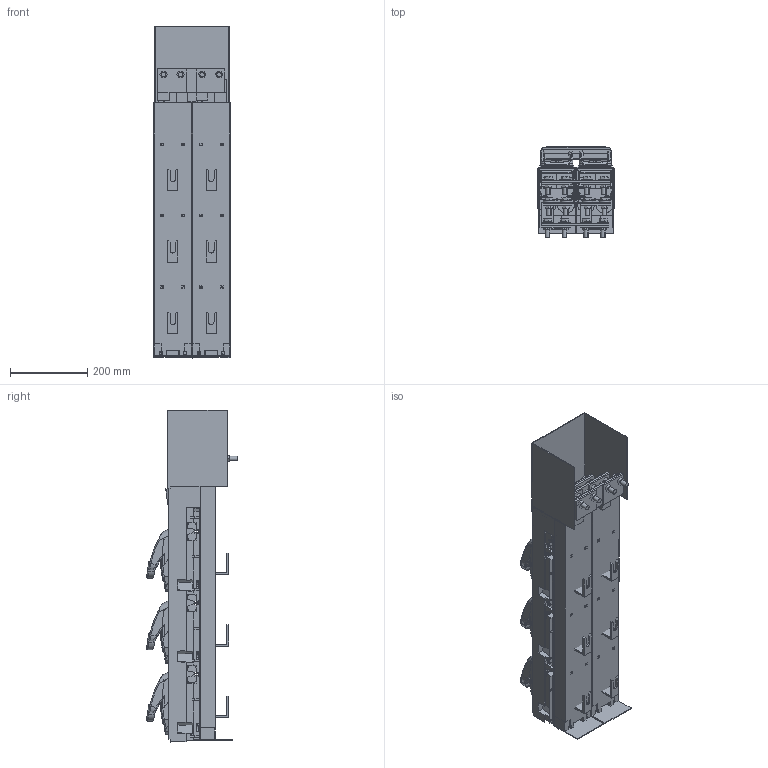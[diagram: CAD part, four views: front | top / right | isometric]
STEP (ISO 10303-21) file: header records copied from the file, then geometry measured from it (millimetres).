
FILE_DESCRIPTION((''),'2;1');
FILE_NAME('1SEP622012R0001_ASM','2023-03-01T15:47:56',('20724'),(''),'CREO PARAMETRIC BY PTC INC, 2016390','CREO PARAMETRIC BY PTC INC, 2016390','');
FILE_SCHEMA(('AUTOMOTIVE_DESIGN { 1 0 10303 214 1 1 1 1 }'));
Products named in the file (1): 1SEP622012R0001_ASM
Bounding box: 198.97 x 234.55 x 860.08 mm (x, y, z)
Surface area: 1963950.6 mm2 (no closed solid volume)
Topology: 0 solids, 124 shells, 3675 faces, 13550 edges, 9773 vertices
Faces by surface type: plane 2607, cylinder 672, bspline 152, cone 110, torus 74, extrusion 60
Entity records: 202952 total; most frequent: CARTESIAN_POINT 54062, ORIENTED_EDGE 22938, DIRECTION 18778, EDGE_CURVE 13550, PRESENTATION_STYLE_ASSIGNMENT 13265, STYLED_ITEM 13263, CURVE_STYLE 12975, VERTEX_POINT 9773
